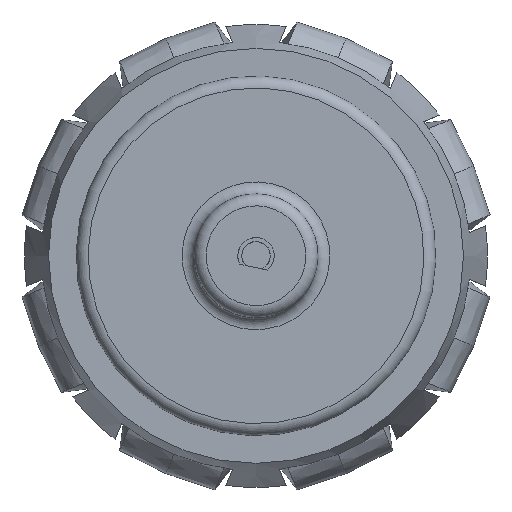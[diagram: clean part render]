
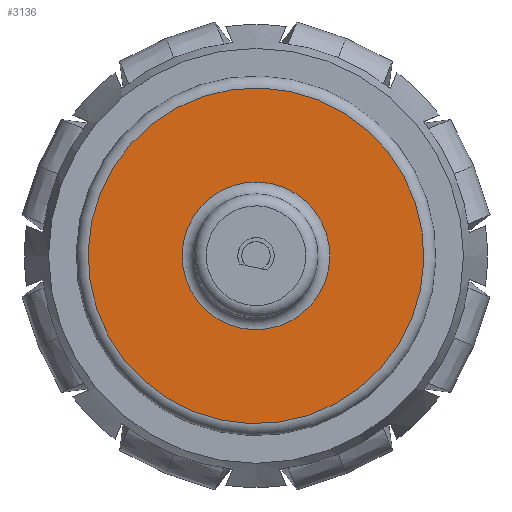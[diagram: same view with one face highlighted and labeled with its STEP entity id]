
A CAD part, top view. The second image highlights one B-rep face of the part: STEP entity #3136.
In plain terms, the highlighted face is planar.
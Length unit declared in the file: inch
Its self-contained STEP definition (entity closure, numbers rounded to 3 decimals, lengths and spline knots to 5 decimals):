
#138=FACE_BOUND($,#573,.T.);
#369=FACE_OUTER_BOUND($,#572,.T.);
#572=EDGE_LOOP($,(#2597));
#573=EDGE_LOOP($,(#2598));
#783=CIRCLE($,#3452,0.308);
#784=CIRCLE($,#3454,0.7);
#1505=VERTEX_POINT($,#5208);
#1506=VERTEX_POINT($,#5211);
#1894=EDGE_CURVE($,#1505,#1505,#783,.T.);
#1895=EDGE_CURVE($,#1506,#1506,#784,.T.);
#2597=ORIENTED_EDGE($,*,*,#1895,.F.);
#2598=ORIENTED_EDGE($,*,*,#1894,.F.);
#2982=PLANE($,#3453);
#3136=ADVANCED_FACE($,(#369,#138),#2982,.F.);
#3452=AXIS2_PLACEMENT_3D($,#5209,#4198,#4199);
#3453=AXIS2_PLACEMENT_3D($,#5210,#4200,#4201);
#3454=AXIS2_PLACEMENT_3D($,#5212,#4202,#4203);
#4198=DIRECTION('center_axis',(0.,0.,-1.));
#4199=DIRECTION('ref_axis',(1.,0.,0.));
#4200=DIRECTION('center_axis',(0.,0.,1.));
#4201=DIRECTION('ref_axis',(1.,0.,0.));
#4202=DIRECTION('center_axis',(0.,0.,1.));
#4203=DIRECTION('ref_axis',(-1.,0.,0.));
#5208=CARTESIAN_POINT('',(-0.308,0.,0.));
#5209=CARTESIAN_POINT('Origin',(0.,0.,0.));
#5210=CARTESIAN_POINT('Origin',(0.,0.,
0.));
#5211=CARTESIAN_POINT('',(0.7,0.,0.));
#5212=CARTESIAN_POINT('Origin',(0.,0.,0.));
